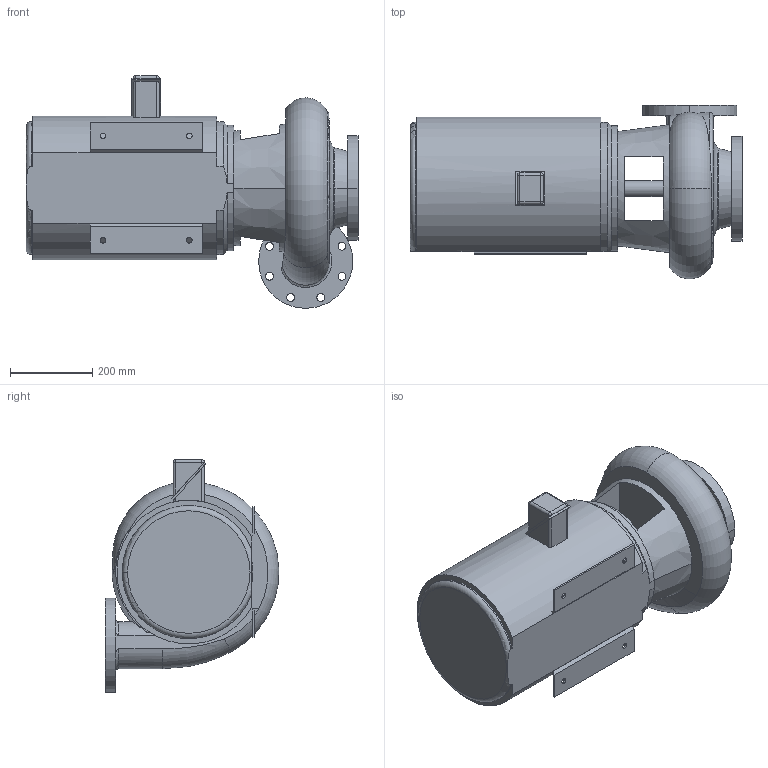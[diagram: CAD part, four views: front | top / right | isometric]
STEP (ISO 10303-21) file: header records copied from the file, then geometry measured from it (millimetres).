
FILE_DESCRIPTION((''),'2;1');
FILE_NAME('001_E1531_N_FLANGE_ASM','2024-12-09T21:44:51',('Administrator'),(''),'CREO PARAMETRIC BY PTC INC, 2020184','CREO PARAMETRIC BY PTC INC, 2020184','');
FILE_SCHEMA(('AUTOMOTIVE_DESIGN { 1 0 10303 214 1 1 1 1 }'));
Length unit declared in the file: inch
Products named in the file (5): 4BD_NO_FOOT; BG-E1531-400BD-254-SS-A; BG-E1531-400BD-254-SS-M; BG-E1531-400BD-254-SS_ASM; 001_E1531_N_FLANGE_ASM
Assembly tree (4 placements, depth 3):
  001_E1531_N_FLANGE_ASM
    BG-E1531-400BD-254-SS_ASM
      4BD_NO_FOOT
      BG-E1531-400BD-254-SS-A
      BG-E1531-400BD-254-SS-M
Bounding box: 806.45 x 422.16 x 565.15 mm (x, y, z)
Volume: 66761660.3 mm3; surface area: 1838363.3 mm2
Topology: 3 solids, 3 shells, 146 faces, 430 edges, 345 vertices
Faces by surface type: cylinder 71, plane 48, torus 17, cone 6, sphere 4
Entity records: 7567 total; most frequent: CARTESIAN_POINT 1245, DIRECTION 919, ORIENTED_EDGE 766, PRESENTATION_STYLE_ASSIGNMENT 484, STYLED_ITEM 439, CURVE_STYLE 436, EDGE_CURVE 383, AXIS2_PLACEMENT_3D 357
